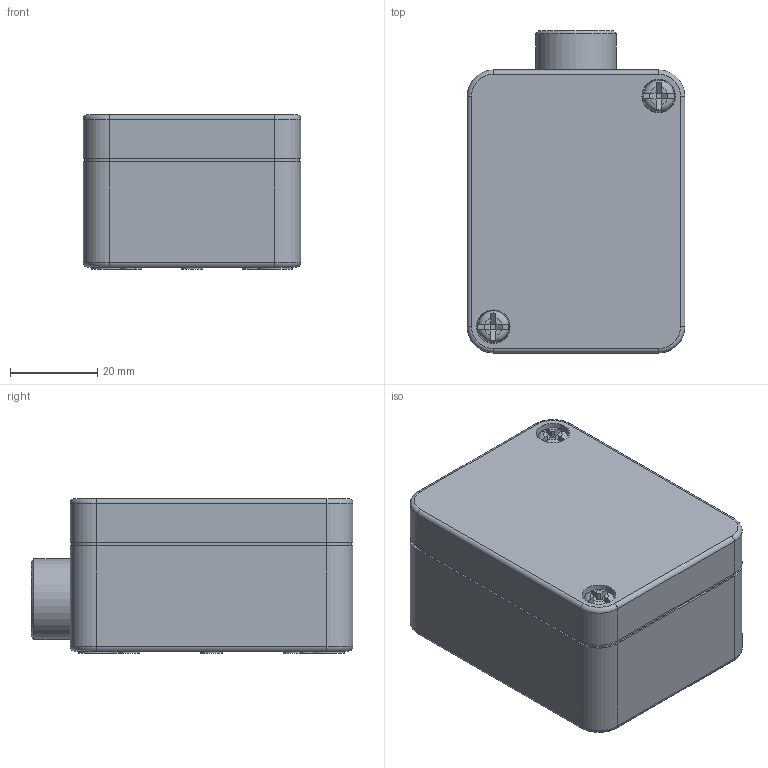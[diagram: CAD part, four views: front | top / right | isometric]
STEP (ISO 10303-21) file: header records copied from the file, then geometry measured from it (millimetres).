
FILE_DESCRIPTION( ( 'STEP AP214' ), ' ' );
FILE_NAME( '13947501.stp', '2016-03-28T18:33:08', ( '' ), ( '' ), ' ', 'PARTsolutions', ' ' );
FILE_SCHEMA( ( 'AUTOMOTIVE_DESIGN { 1 0 10303 214 1 1 1 1 }' ) );
Length unit declared in the file: millimetre
Products named in the file (4): 13947501; _Kasten_TK75-v; _Deckel_TK75-4-t; _Schraube_TK55-20mm
Assembly tree (4 placements, depth 2):
  13947501
    _Kasten_TK75-v
    _Deckel_TK75-4-t
    _Schraube_TK55-20mm  x2
Bounding box: 50 x 74 x 35.5 mm (x, y, z)
Volume: 36064.1 mm3; surface area: 35267.6 mm2
Topology: 4 solids, 4 shells, 373 faces, 932 edges, 607 vertices
Faces by surface type: plane 214, cylinder 112, cone 33, torus 14
Full cylindrical faces by diameter (mm): 2.5 x6, 3 x2, 3.1 x2, 3.242 x2, 3.9 x2, 4.1 x2, 4.5 x2, 5 x8, 6 x2, 7.2 x2, 8 x2, 12.5 x1, 18.6 x1
Entity records: 12746 total; most frequent: CARTESIAN_POINT 1824, DIRECTION 1750, ORIENTED_EDGE 1580, EDGE_CURVE 790, AXIS2_PLACEMENT_3D 638, VERTEX_POINT 548, LINE 474, VECTOR 474
